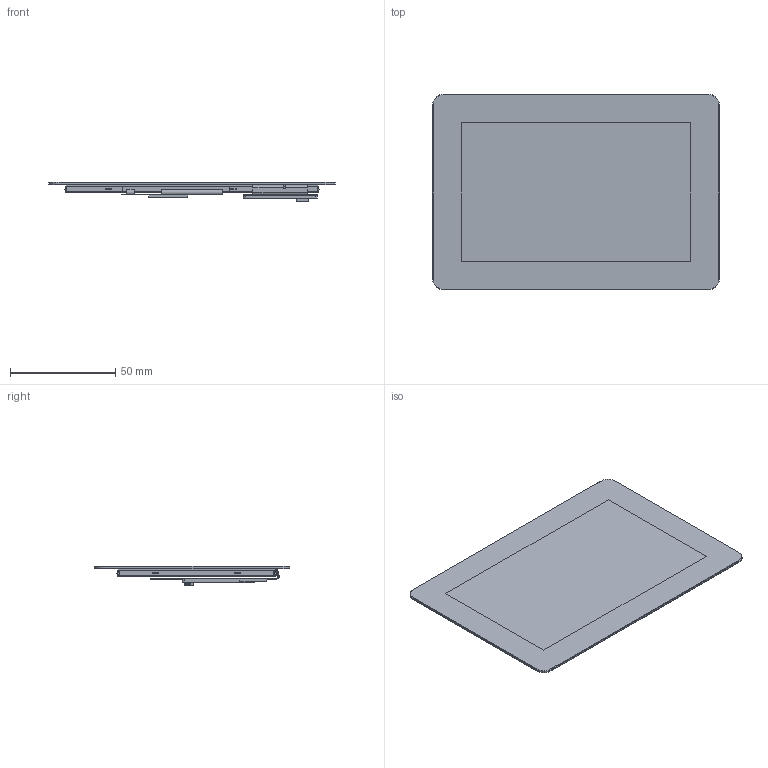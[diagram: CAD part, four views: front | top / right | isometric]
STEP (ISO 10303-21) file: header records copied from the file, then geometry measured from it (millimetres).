
FILE_DESCRIPTION(/* description */ (''),/* implementation_level */ '2;1');
FILE_NAME(/* name */ 'RVT50HQTNWC00-B_Rev.1.0.stp',/* time_stamp */ '2020-09-21T12:35:53+02:00',/* author */ ('Mateusz Natywa'),/* organization */ (''),/* preprocessor_version */ 'ST-DEVELOPER v17',/* originating_system */ 'Autodesk Inventor 2019',/* authorisation */ '');
FILE_SCHEMA (('AUTOMOTIVE_DESIGN { 1 0 10303 214 3 1 1 }'));
Length unit declared in the file: millimetre
Products named in the file (12): RVT50HQTNWC00-B_Rev.1.0; Assembly1; CG; SCA; SENSOR; FPC; DST; OCA; TFT; DISP; FPC_1; TAPE
Assembly tree (11 placements, depth 3):
  RVT50HQTNWC00-B_Rev.1.0
    Assembly1
      CG
      SCA
      SENSOR
      FPC
      DST
      OCA
    TFT
      DISP
      FPC_1
      TAPE
Bounding box: 136 x 92.8 x 9.39 mm (x, y, z)
Volume: 49407.5 mm3; surface area: 132050.3 mm2
Topology: 16 solids, 16 shells, 547 faces, 1460 edges, 957 vertices
Faces by surface type: plane 465, cylinder 61, cone 8, bspline 8, sphere 5
Entity records: 17462 total; most frequent: CARTESIAN_POINT 3134, ORIENTED_EDGE 2916, DIRECTION 2710, EDGE_CURVE 1458, LINE 1310, VECTOR 1310, VERTEX_POINT 957, AXIS2_PLACEMENT_3D 700
